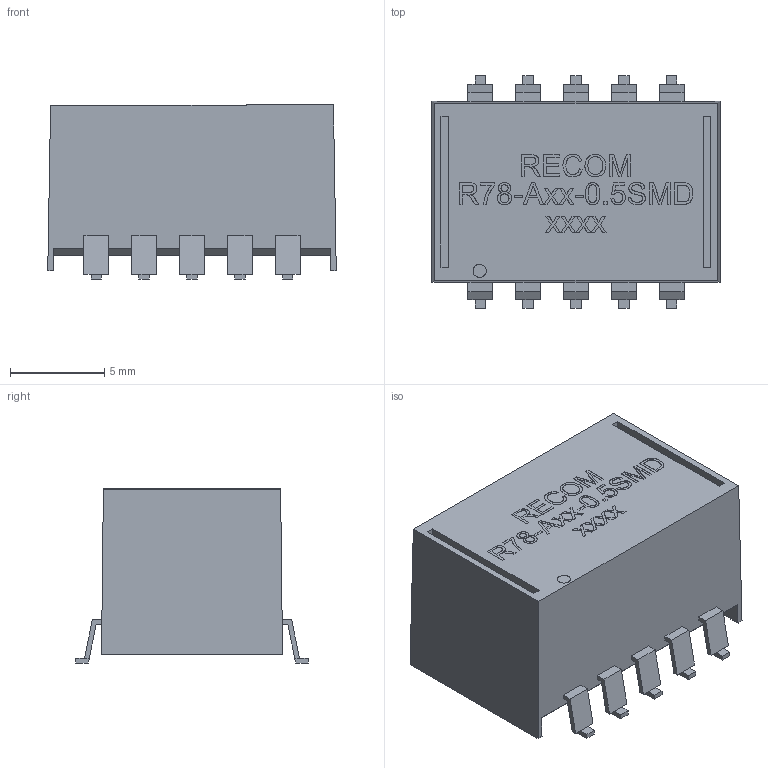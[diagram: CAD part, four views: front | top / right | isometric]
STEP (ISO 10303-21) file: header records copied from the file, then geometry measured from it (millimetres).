
FILE_DESCRIPTION( ( 'Unknown' ), '1' );
FILE_NAME( 'R-78AA.stp', 'Unknown', ( 'Unknown' ), ( 'Unknown' ), 'XStep 1.0', 'Unknown', ' ' );
FILE_SCHEMA( ( 'automotive_design' ) );
Length unit declared in the file: millimetre
Products named in the file (1): 1
Bounding box: 15.3 x 12.35 x 9.24 mm (x, y, z)
Volume: 1149 mm3; surface area: 846.3 mm2
Topology: 1 solids, 1 shells, 382 faces, 988 edges, 652 vertices
Faces by surface type: plane 331, extrusion 50, cylinder 1
Full cylindrical faces by diameter (mm): 0.7 x1
Entity records: 16450 total; most frequent: CARTESIAN_POINT 4529, ORIENTED_EDGE 1962, DIRECTION 1462, EDGE_CURVE 981, VECTOR 792, LINE 742, VERTEX_POINT 652, EDGE_LOOP 433
